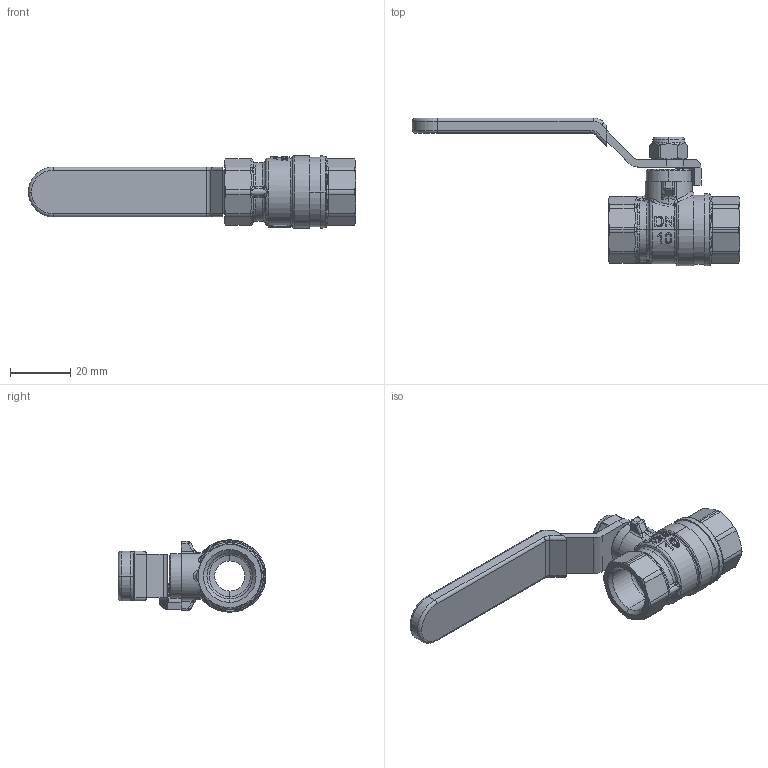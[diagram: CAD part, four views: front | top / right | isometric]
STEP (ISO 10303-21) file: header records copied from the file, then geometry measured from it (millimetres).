
FILE_DESCRIPTION (( 'STEP AP203' ), '1' );
FILE_NAME ('0811N403-surface.step', '2011-09-01T11:45:33', ( ' ' ), ( '' ), 'SwSTEP 2.0', 'SolidWorks 2011', '' );
FILE_SCHEMA (( 'CONFIG_CONTROL_DESIGN' ));
Length unit declared in the file: millimetre
Products named in the file (1): 0811N403-surface
Bounding box: 108.48 x 49.05 x 24 mm (x, y, z)
Surface area: 10367.3 mm2 (no closed solid volume)
Topology: 0 solids, 18 shells, 488 faces, 1505 edges, 1020 vertices
Faces by surface type: plane 130, cylinder 121, bspline 117, cone 59, torus 43, sphere 18
Entity records: 20739 total; most frequent: CARTESIAN_POINT 8549, ORIENTED_EDGE 2573, DIRECTION 2221, EDGE_CURVE 1482, VERTEX_POINT 1020, AXIS2_PLACEMENT_3D 777, LINE 667, VECTOR 667
